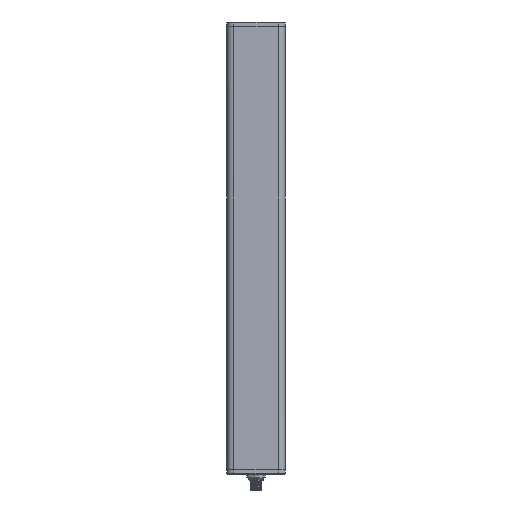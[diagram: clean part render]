
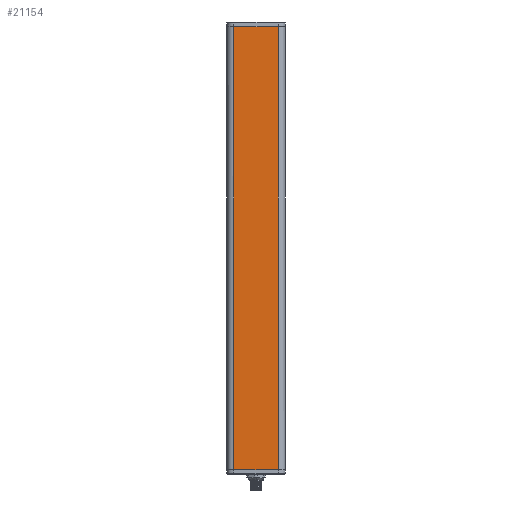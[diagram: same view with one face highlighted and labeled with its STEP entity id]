
A CAD part, front view. The second image highlights one B-rep face of the part: STEP entity #21154.
In plain terms, the highlighted planar face has unit normal (0, -1, 0).
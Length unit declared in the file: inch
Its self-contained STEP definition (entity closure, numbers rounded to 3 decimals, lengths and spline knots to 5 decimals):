
#5105=DIRECTION('',(1.,0.,0.));
#5106=VECTOR('',#5105,1.78741);
#5107=CARTESIAN_POINT('',(-0.89371,-0.64173,
0.));
#5108=LINE('',#5107,#5106);
#5109=DIRECTION('',(0.,0.,-1.));
#5110=VECTOR('',#5109,17.81496);
#5111=CARTESIAN_POINT('',(-0.89371,-0.64173,
17.81496));
#5112=LINE('',#5111,#5110);
#5113=DIRECTION('',(-1.,0.,0.));
#5114=VECTOR('',#5113,1.78741);
#5115=CARTESIAN_POINT('',(0.89371,-0.64173,17.81496));
#5116=LINE('',#5115,#5114);
#5117=DIRECTION('',(0.,0.,-1.));
#5118=VECTOR('',#5117,17.81496);
#5119=CARTESIAN_POINT('',(0.89371,-0.64173,17.81496));
#5120=LINE('',#5119,#5118);
#12777=CARTESIAN_POINT('',(0.89371,-0.64173,17.81496));
#12778=CARTESIAN_POINT('',(-0.89371,-0.64173,
17.81496));
#12779=VERTEX_POINT('',#12777);
#12780=VERTEX_POINT('',#12778);
#13158=CARTESIAN_POINT('',(-0.89371,-0.64173,
0.));
#13159=CARTESIAN_POINT('',(0.89371,-0.64173,0.));
#13160=VERTEX_POINT('',#13158);
#13161=VERTEX_POINT('',#13159);
#21142=CARTESIAN_POINT('',(-1.16929,-0.64173,0.));
#21143=DIRECTION('',(0.,-1.,0.));
#21144=DIRECTION('',(1.,0.,0.));
#21145=AXIS2_PLACEMENT_3D('',#21142,#21143,#21144);
#21146=PLANE('',#21145);
#21147=ORIENTED_EDGE('',*,*,#21134,.F.);
#21148=ORIENTED_EDGE('',*,*,#20721,.F.);
#21150=ORIENTED_EDGE('',*,*,#21149,.F.);
#21151=ORIENTED_EDGE('',*,*,#20971,.T.);
#21152=EDGE_LOOP('',(#21147,#21148,#21150,#21151));
#21153=FACE_OUTER_BOUND('',#21152,.F.);
#21154=ADVANCED_FACE('',(#21153),#21146,.T.);
#20721=EDGE_CURVE('',#12780,#13160,#5112,.T.);
#20971=EDGE_CURVE('',#12779,#13161,#5120,.T.);
#21134=EDGE_CURVE('',#13160,#13161,#5108,.T.);
#21149=EDGE_CURVE('',#12779,#12780,#5116,.T.);
